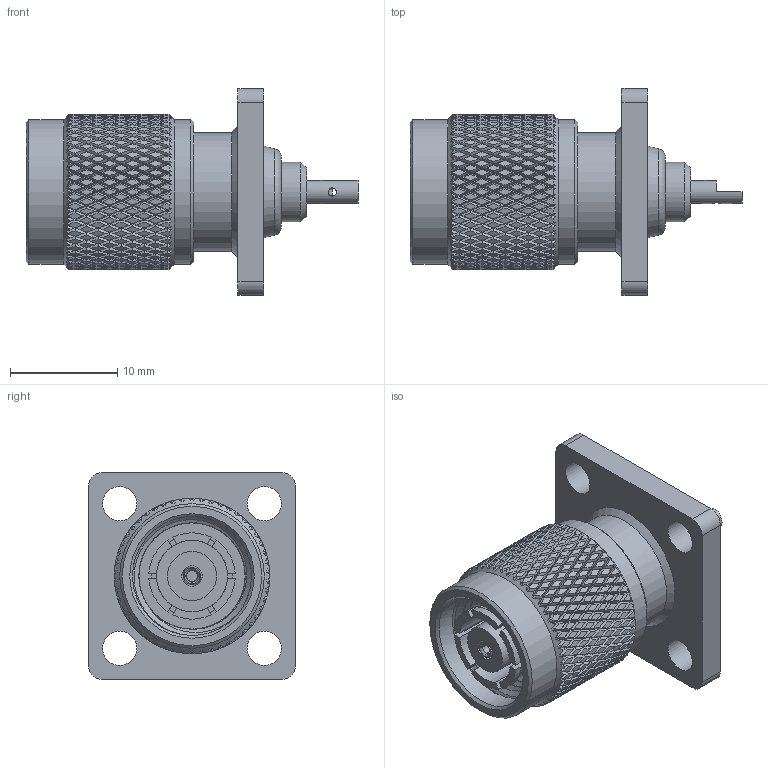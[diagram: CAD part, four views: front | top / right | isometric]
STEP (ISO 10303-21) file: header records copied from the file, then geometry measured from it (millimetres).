
FILE_DESCRIPTION (( 'STEP AP203' ), '1' );
FILE_NAME ('FMCN4415_3D.step', '2023-01-06T23:02:35', ( '' ), ( '' ), 'SwSTEP 2.0', 'SolidWorks 2022', '' );
FILE_SCHEMA (( 'CONFIG_CONTROL_DESIGN' ));
Products named in the file (1): FMCN4415_3D
Bounding box: 31 x 19.3 x 19.3 mm (x, y, z)
Volume: 3240.7 mm3; surface area: 3169.8 mm2
Topology: 1 solids, 3 shells, 2634 faces, 5601 edges, 2983 vertices
Faces by surface type: bspline 2003, cylinder 543, plane 63, cone 24, torus 1
Full cylindrical faces by diameter (mm): 0.61 x1, 0.762 x1, 1.016 x2, 1.651 x1, 1.702 x1, 1.905 x3, 2.159 x1, 3.2 x4, 4.572 x1, 5.523 x1, 6.655 x1, 7.569 x1, 11.069 x1, 11.112 x6, 13.513 x2
Entity records: 101007 total; most frequent: CARTESIAN_POINT 67333, ORIENTED_EDGE 11070, EDGE_CURVE 5535, VERTEX_POINT 2956, EDGE_LOOP 2683, FACE_OUTER_BOUND 2651, ADVANCED_FACE 2628, B_SPLINE_CURVE_WITH_KNOTS 2276
